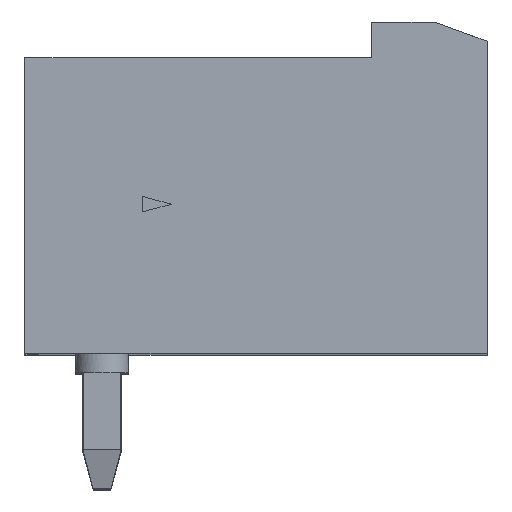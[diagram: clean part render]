
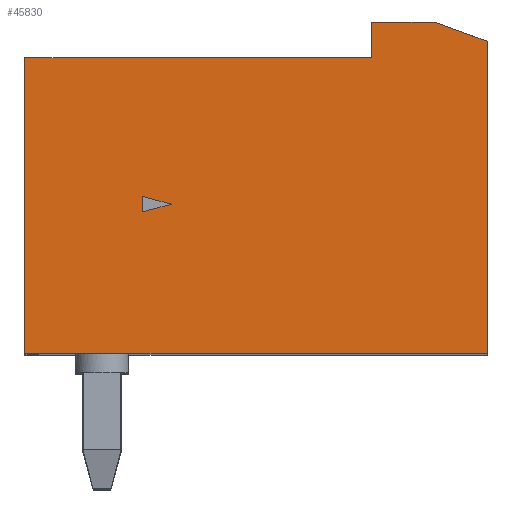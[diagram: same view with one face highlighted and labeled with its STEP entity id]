
A CAD part, top view. The second image highlights one B-rep face of the part: STEP entity #45830.
In plain terms, the highlighted planar face has unit normal (0, 0, 1).
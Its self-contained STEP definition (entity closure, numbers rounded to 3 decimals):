
#19430=CARTESIAN_POINT('',(45.627,45.443
   ,3.54));
#19440=VERTEX_POINT('',#19430);
#19470=CARTESIAN_POINT('',(0.,45.443
   ,3.54));
#19480=DIRECTION('',(1.,0.,
   0.));
#19490=VECTOR('',#19480,1.);
#19500=LINE('',#19470,#19490);
#19510=CARTESIAN_POINT('',(36.627,45.443
   ,3.54));
#19520=VERTEX_POINT('',#19510);
#19530=EDGE_CURVE('',#19520,#19440,#19500,.T.);
#25110=CARTESIAN_POINT('',(0.,46.373
   ,3.54));
#25120=DIRECTION('',(1.,0.,
   0.));
#25130=VECTOR('',#25120,1.);
#25140=LINE('',#25110,#25130);
#25150=CARTESIAN_POINT('',(45.627,46.373
   ,3.54));
#25160=VERTEX_POINT('',#25150);
#25170=CARTESIAN_POINT('',(47.253,46.373
   ,3.54));
#25180=VERTEX_POINT('',#25170);
#25190=EDGE_CURVE('',#25160,#25180,#25140,.T.);
#40560=CARTESIAN_POINT('',(36.627,37.773
   ,3.54));
#40570=VERTEX_POINT('',#40560);
#40600=CARTESIAN_POINT('',(0.,37.773
   ,3.54));
#40610=DIRECTION('',(-1.,0.,
   0.));
#40620=VECTOR('',#40610,1.);
#40630=LINE('',#40600,#40620);
#40640=CARTESIAN_POINT('',(48.627,37.773
   ,3.54));
#40650=VERTEX_POINT('',#40640);
#40660=EDGE_CURVE('',#40650,#40570,#40630,.T.);
#45210=CARTESIAN_POINT('',(46.923,38.338
   ,3.54));
#45220=DIRECTION('',(0.,0.,
   1.));
#45230=DIRECTION('',(1.,0.,
   0.));
#45240=AXIS2_PLACEMENT_3D('',#45210,#45220,#45230);
#45250=PLANE('',#45240);
#45260=ORIENTED_EDGE('',*,*,#40660,.F.);
#45270=CARTESIAN_POINT('',(36.627,0.
   ,3.54));
#45280=DIRECTION('',(0.,-1.,
   0.));
#45290=VECTOR('',#45280,1.);
#45300=LINE('',#45270,#45290);
#45310=EDGE_CURVE('',#19520,#40570,#45300,.T.);
#45320=ORIENTED_EDGE('',*,*,#45310,.T.);
#45330=ORIENTED_EDGE('',*,*,#19530,.F.);
#45340=CARTESIAN_POINT('',(45.627,0.
   ,3.54));
#45350=DIRECTION('',(0.,1.,
   0.));
#45360=VECTOR('',#45350,1.);
#45370=LINE('',#45340,#45360);
#45380=EDGE_CURVE('',#19440,#25160,#45370,.T.);
#45390=ORIENTED_EDGE('',*,*,#45380,.F.);
#45400=ORIENTED_EDGE('',*,*,#25190,.F.);
#45410=CARTESIAN_POINT('',(0.,63.571
   ,3.54));
#45420=DIRECTION('',(0.94,-0.342,
   0.));
#45430=VECTOR('',#45420,1.);
#45440=LINE('',#45410,#45430);
#45450=CARTESIAN_POINT('',(48.627,45.873
   ,3.54));
#45460=VERTEX_POINT('',#45450);
#45470=EDGE_CURVE('',#25180,#45460,#45440,.T.);
#45480=ORIENTED_EDGE('',*,*,#45470,.F.);
#45490=CARTESIAN_POINT('',(48.627,0.
   ,3.54));
#45500=DIRECTION('',(0.,-1.,
   0.));
#45510=VECTOR('',#45500,1.);
#45520=LINE('',#45490,#45510);
#45530=EDGE_CURVE('',#45460,#40650,#45520,.T.);
#45540=ORIENTED_EDGE('',*,*,#45530,.F.);
#45550=EDGE_LOOP('',(#45540,#45480,#45400,#45390,#45330,#45320,#45260));
#45560=FACE_OUTER_BOUND('',#45550,.T.);
#45570=CARTESIAN_POINT('',(39.677,0.
   ,3.54));
#45580=DIRECTION('',(0.,1.,
   0.));
#45590=VECTOR('',#45580,1.);
#45600=LINE('',#45570,#45590);
#45610=CARTESIAN_POINT('',(39.677,41.442
   ,3.54));
#45620=VERTEX_POINT('',#45610);
#45630=CARTESIAN_POINT('',(39.677,41.844
   ,3.54));
#45640=VERTEX_POINT('',#45630);
#45650=EDGE_CURVE('',#45620,#45640,#45600,.T.);
#45660=ORIENTED_EDGE('',*,*,#45650,.T.);
#45670=CARTESIAN_POINT('',(0.,30.81
   ,3.54));
#45680=DIRECTION('',(-0.966,-0.259,
   0.));
#45690=VECTOR('',#45680,1.);
#45700=LINE('',#45670,#45690);
#45710=CARTESIAN_POINT('',(40.427,41.643
   ,3.54));
#45720=VERTEX_POINT('',#45710);
#45730=EDGE_CURVE('',#45720,#45620,#45700,.T.);
#45740=ORIENTED_EDGE('',*,*,#45730,.T.);
#45750=CARTESIAN_POINT('',(0.,52.475
   ,3.54));
#45760=DIRECTION('',(0.966,-0.259,
   0.));
#45770=VECTOR('',#45760,1.);
#45780=LINE('',#45750,#45770);
#45790=EDGE_CURVE('',#45640,#45720,#45780,.T.);
#45800=ORIENTED_EDGE('',*,*,#45790,.T.);
#45810=EDGE_LOOP('',(#45800,#45740,#45660));
#45820=FACE_BOUND('',#45810,.T.);
#45830=ADVANCED_FACE('',(#45560,#45820),#45250,.T.);
